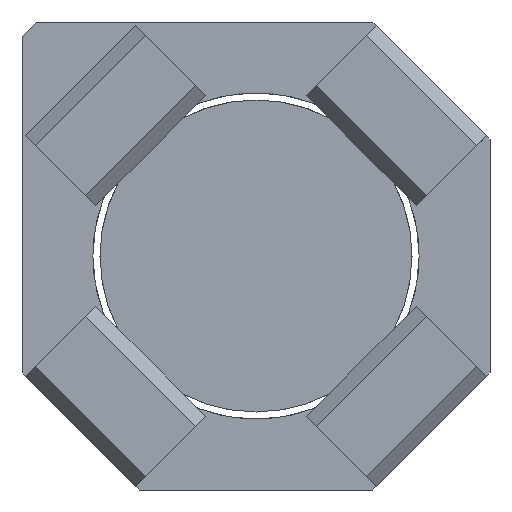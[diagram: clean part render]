
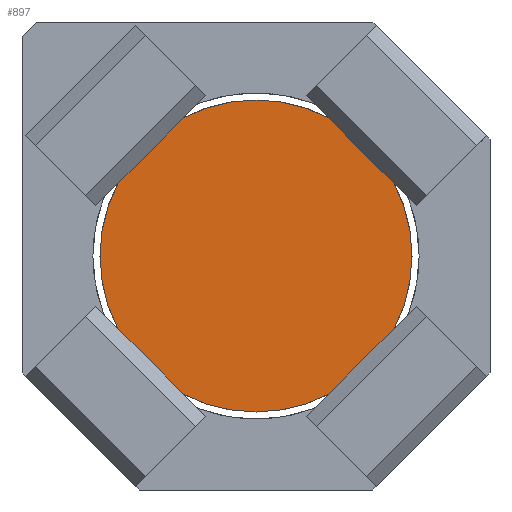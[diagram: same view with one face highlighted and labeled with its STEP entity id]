
A CAD part, front view. The second image highlights one B-rep face of the part: STEP entity #897.
In plain terms, the highlighted planar face has unit normal (0, -1, 0).
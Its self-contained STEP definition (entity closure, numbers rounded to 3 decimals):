
#23=DIRECTION('',(0.707,0.,0.707));
#24=VECTOR('',#23,0.655);
#25=CARTESIAN_POINT('',(-0.974,-0.1,0.511));
#26=LINE('',#25,#24);
#27=CARTESIAN_POINT('',(0.,-0.1,0.));
#28=DIRECTION('',(0.,1.,0.));
#29=DIRECTION('',(-0.464,0.,0.886));
#30=AXIS2_PLACEMENT_3D('',#27,#28,#29);
#32=DIRECTION('',(0.707,0.,-0.707));
#33=VECTOR('',#32,0.655);
#34=CARTESIAN_POINT('',(0.511,-0.1,0.974));
#35=LINE('',#34,#33);
#36=DIRECTION('',(-0.707,0.,-0.707));
#37=VECTOR('',#36,0.657);
#38=CARTESIAN_POINT('',(0.974,-0.1,-0.511));
#39=LINE('',#38,#37);
#40=CARTESIAN_POINT('',(0.,-0.1,0.));
#41=DIRECTION('',(0.,1.,0.));
#42=DIRECTION('',(0.463,0.,-0.886));
#43=AXIS2_PLACEMENT_3D('',#40,#41,#42);
#45=DIRECTION('',(-0.707,0.,0.707));
#46=VECTOR('',#45,0.657);
#47=CARTESIAN_POINT('',(-0.51,-0.1,-0.975));
#48=LINE('',#47,#46);
#222=CARTESIAN_POINT('',(0.,-0.1,0.));
#223=DIRECTION('',(0.,-1.,0.));
#224=DIRECTION('',(-0.885,0.,0.465));
#225=AXIS2_PLACEMENT_3D('',#222,#223,#224);
#249=CARTESIAN_POINT('',(0.,-0.1,0.));
#250=DIRECTION('',(0.,-1.,0.));
#251=DIRECTION('',(0.886,0.,-0.464));
#252=AXIS2_PLACEMENT_3D('',#249,#250,#251);
#771=CARTESIAN_POINT('',(-0.511,-0.1,0.974));
#772=VERTEX_POINT('',#771);
#773=CARTESIAN_POINT('',(-0.974,-0.1,0.511));
#774=VERTEX_POINT('',#773);
#791=CARTESIAN_POINT('',(0.974,-0.1,0.511));
#792=VERTEX_POINT('',#791);
#793=CARTESIAN_POINT('',(0.511,-0.1,0.974));
#794=VERTEX_POINT('',#793);
#803=CARTESIAN_POINT('',(0.51,-0.1,-0.975));
#804=VERTEX_POINT('',#803);
#805=CARTESIAN_POINT('',(0.974,-0.1,-0.511));
#806=VERTEX_POINT('',#805);
#831=CARTESIAN_POINT('',(-0.974,-0.1,-0.511));
#832=VERTEX_POINT('',#831);
#833=CARTESIAN_POINT('',(-0.51,-0.1,-0.975));
#834=VERTEX_POINT('',#833);
#875=CARTESIAN_POINT('',(0.,-0.1,0.));
#876=DIRECTION('',(0.,1.,0.));
#877=DIRECTION('',(1.,0.,0.));
#878=AXIS2_PLACEMENT_3D('',#875,#876,#877);
#879=PLANE('',#878);
#881=ORIENTED_EDGE('',*,*,#880,.T.);
#883=ORIENTED_EDGE('',*,*,#882,.T.);
#885=ORIENTED_EDGE('',*,*,#884,.T.);
#887=ORIENTED_EDGE('',*,*,#886,.F.);
#889=ORIENTED_EDGE('',*,*,#888,.T.);
#890=ORIENTED_EDGE('',*,*,#852,.T.);
#892=ORIENTED_EDGE('',*,*,#891,.T.);
#894=ORIENTED_EDGE('',*,*,#893,.F.);
#895=EDGE_LOOP('',(#881,#883,#885,#887,#889,#890,#892,#894));
#896=FACE_OUTER_BOUND('',#895,.F.);
#31=CIRCLE('',#30,1.1);
#44=CIRCLE('',#43,1.1);
#226=CIRCLE('',#225,1.1);
#253=CIRCLE('',#252,1.1);
#852=EDGE_CURVE('',#804,#834,#44,.T.);
#880=EDGE_CURVE('',#774,#772,#26,.T.);
#882=EDGE_CURVE('',#772,#794,#31,.T.);
#884=EDGE_CURVE('',#794,#792,#35,.T.);
#886=EDGE_CURVE('',#806,#792,#253,.T.);
#888=EDGE_CURVE('',#806,#804,#39,.T.);
#891=EDGE_CURVE('',#834,#832,#48,.T.);
#893=EDGE_CURVE('',#774,#832,#226,.T.);
#897=ADVANCED_FACE('',(#896),#879,.F.);
